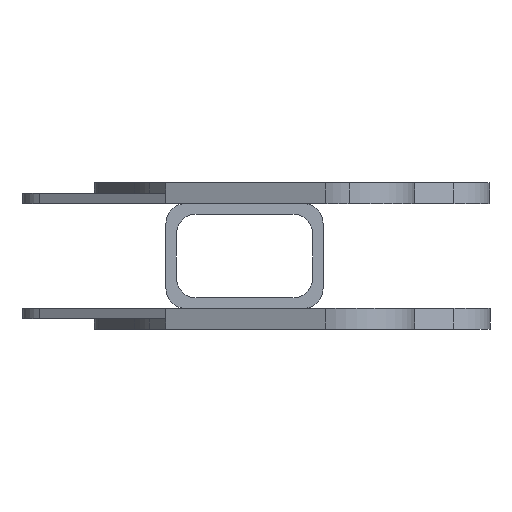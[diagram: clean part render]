
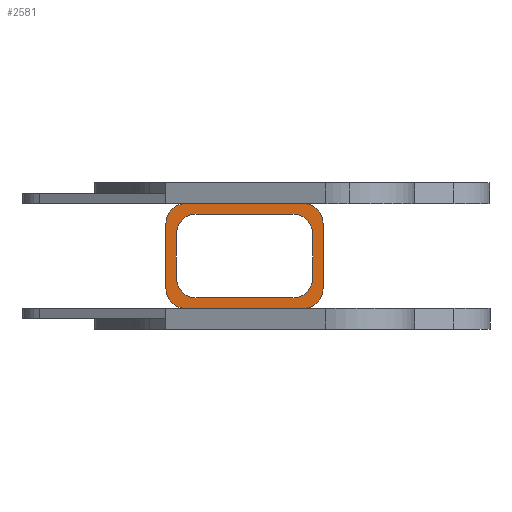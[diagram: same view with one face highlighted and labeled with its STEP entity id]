
A CAD part, left-side view. The second image highlights one B-rep face of the part: STEP entity #2581.
In plain terms, the highlighted planar face has unit normal (-1, 0, 0).
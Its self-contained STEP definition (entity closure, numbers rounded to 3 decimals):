
#5 = EDGE_CURVE ( 'NONE', #510, #1276, #699, .T. ) ;
#82 = VERTEX_POINT ( 'NONE', #3088 ) ;
#122 = VECTOR ( 'NONE', #1949, 1000. ) ;
#147 = CARTESIAN_POINT ( 'NONE',  ( 0., 20., 40. ) ) ;
#170 = VERTEX_POINT ( 'NONE', #242 ) ;
#193 = DIRECTION ( 'NONE',  ( 0., 0., -1. ) ) ;
#195 = DIRECTION ( 'NONE',  ( -1., 0., 0. ) ) ;
#198 = AXIS2_PLACEMENT_3D ( 'NONE', #687, #2145, #669 ) ;
#208 = VERTEX_POINT ( 'NONE', #905 ) ;
#211 = CARTESIAN_POINT ( 'NONE',  ( 0., 125., 25. ) ) ;
#214 = CARTESIAN_POINT ( 'NONE',  ( 0., 132., 32. ) ) ;
#229 = ORIENTED_EDGE ( 'NONE', *, *, #3181, .T. ) ;
#242 = CARTESIAN_POINT ( 'NONE',  ( 0., 132., 17. ) ) ;
#247 = EDGE_LOOP ( 'NONE', ( #1384, #3303, #1051, #2708, #636, #3693, #381, #3212 ) ) ;
#303 = VERTEX_POINT ( 'NONE', #2337 ) ;
#381 = ORIENTED_EDGE ( 'NONE', *, *, #2091, .F. ) ;
#416 = LINE ( 'NONE', #2477, #3488 ) ;
#482 = CIRCLE ( 'NONE', #615, 15. ) ;
#510 = VERTEX_POINT ( 'NONE', #3059 ) ;
#615 = AXIS2_PLACEMENT_3D ( 'NONE', #211, #2490, #193 ) ;
#636 = ORIENTED_EDGE ( 'NONE', *, *, #2028, .F. ) ;
#649 = CARTESIAN_POINT ( 'NONE',  ( 0., 125., 40. ) ) ;
#669 = DIRECTION ( 'NONE',  ( 0., 0., -1. ) ) ;
#687 = CARTESIAN_POINT ( 'NONE',  ( 0., 43., 17. ) ) ;
#696 = VERTEX_POINT ( 'NONE', #1438 ) ;
#699 = LINE ( 'NONE', #147, #819 ) ;
#703 = CARTESIAN_POINT ( 'NONE',  ( 0., 20., -25. ) ) ;
#725 = CARTESIAN_POINT ( 'NONE',  ( 0., 140., -40. ) ) ;
#746 = DIRECTION ( 'NONE',  ( 0., 1., 0. ) ) ;
#768 = ORIENTED_EDGE ( 'NONE', *, *, #1471, .T. ) ;
#779 = EDGE_CURVE ( 'NONE', #2223, #3024, #1268, .T. ) ;
#819 = VECTOR ( 'NONE', #976, 1000. ) ;
#857 = CARTESIAN_POINT ( 'NONE',  ( 0., 132., -17. ) ) ;
#902 = VERTEX_POINT ( 'NONE', #1924 ) ;
#905 = CARTESIAN_POINT ( 'NONE',  ( 0., 140., 25. ) ) ;
#908 = ORIENTED_EDGE ( 'NONE', *, *, #2208, .T. ) ;
#934 = FACE_OUTER_BOUND ( 'NONE', #247, .T. ) ;
#964 = EDGE_CURVE ( 'NONE', #696, #3024, #3375, .T. ) ;
#976 = DIRECTION ( 'NONE',  ( 0., 0., -1. ) ) ;
#1021 = CARTESIAN_POINT ( 'NONE',  ( 0., 35., -25. ) ) ;
#1051 = ORIENTED_EDGE ( 'NONE', *, *, #5, .F. ) ;
#1058 = DIRECTION ( 'NONE',  ( 0., 0., -1. ) ) ;
#1096 = CARTESIAN_POINT ( 'NONE',  ( 0., 140., 40. ) ) ;
#1103 = AXIS2_PLACEMENT_3D ( 'NONE', #1757, #3713, #2311 ) ;
#1159 = VERTEX_POINT ( 'NONE', #649 ) ;
#1235 = EDGE_CURVE ( 'NONE', #902, #82, #3257, .T. ) ;
#1268 = LINE ( 'NONE', #725, #1814 ) ;
#1276 = VERTEX_POINT ( 'NONE', #703 ) ;
#1295 = CARTESIAN_POINT ( 'NONE',  ( 0., 0., 0. ) ) ;
#1354 = DIRECTION ( 'NONE',  ( 0., -1., 0. ) ) ;
#1355 = LINE ( 'NONE', #1969, #122 ) ;
#1384 = ORIENTED_EDGE ( 'NONE', *, *, #779, .F. ) ;
#1396 = CARTESIAN_POINT ( 'NONE',  ( 0., 125., -25. ) ) ;
#1438 = CARTESIAN_POINT ( 'NONE',  ( 0., 140., -25. ) ) ;
#1453 = CIRCLE ( 'NONE', #2059, 15. ) ;
#1462 = CARTESIAN_POINT ( 'NONE',  ( 0., 28., -17. ) ) ;
#1471 = EDGE_CURVE ( 'NONE', #1928, #2443, #2251, .T. ) ;
#1509 = AXIS2_PLACEMENT_3D ( 'NONE', #3100, #2495, #1058 ) ;
#1523 = DIRECTION ( 'NONE',  ( 0., 1., 0. ) ) ;
#1547 = DIRECTION ( 'NONE',  ( -1., 0., 0. ) ) ;
#1576 = CARTESIAN_POINT ( 'NONE',  ( 0., 125., -40. ) ) ;
#1640 = LINE ( 'NONE', #214, #2764 ) ;
#1659 = DIRECTION ( 'NONE',  ( 0., 0., -1. ) ) ;
#1692 = VERTEX_POINT ( 'NONE', #2867 ) ;
#1734 = ORIENTED_EDGE ( 'NONE', *, *, #2372, .T. ) ;
#1744 = VECTOR ( 'NONE', #3196, 1000. ) ;
#1756 = AXIS2_PLACEMENT_3D ( 'NONE', #1396, #195, #1659 ) ;
#1757 = CARTESIAN_POINT ( 'NONE',  ( 0., 43., -17. ) ) ;
#1814 = VECTOR ( 'NONE', #746, 1000. ) ;
#1880 = ORIENTED_EDGE ( 'NONE', *, *, #3634, .T. ) ;
#1917 = CARTESIAN_POINT ( 'NONE',  ( 0., 117., -17. ) ) ;
#1924 = CARTESIAN_POINT ( 'NONE',  ( 0., 43., 32. ) ) ;
#1928 = VERTEX_POINT ( 'NONE', #1462 ) ;
#1930 = AXIS2_PLACEMENT_3D ( 'NONE', #1917, #3668, #2488 ) ;
#1949 = DIRECTION ( 'NONE',  ( 0., 0., -1. ) ) ;
#1969 = CARTESIAN_POINT ( 'NONE',  ( 0., 28., 32. ) ) ;
#2026 = LINE ( 'NONE', #3179, #1744 ) ;
#2028 = EDGE_CURVE ( 'NONE', #1159, #3207, #416, .T. ) ;
#2056 = AXIS2_PLACEMENT_3D ( 'NONE', #2759, #3587, #3289 ) ;
#2059 = AXIS2_PLACEMENT_3D ( 'NONE', #1021, #1547, #2176 ) ;
#2081 = FACE_BOUND ( 'NONE', #2480, .T. ) ;
#2091 = EDGE_CURVE ( 'NONE', #696, #208, #3419, .T. ) ;
#2109 = CIRCLE ( 'NONE', #1930, 15. ) ;
#2145 = DIRECTION ( 'NONE',  ( 1., 0., 0. ) ) ;
#2147 = DIRECTION ( 'NONE',  ( 1., 0., 0. ) ) ;
#2176 = DIRECTION ( 'NONE',  ( 0., 0., -1. ) ) ;
#2208 = EDGE_CURVE ( 'NONE', #303, #902, #1640, .T. ) ;
#2223 = VERTEX_POINT ( 'NONE', #2272 ) ;
#2251 = CIRCLE ( 'NONE', #1103, 15. ) ;
#2263 = ORIENTED_EDGE ( 'NONE', *, *, #2308, .T. ) ;
#2272 = CARTESIAN_POINT ( 'NONE',  ( 0., 35., -40. ) ) ;
#2308 = EDGE_CURVE ( 'NONE', #2968, #170, #2026, .T. ) ;
#2311 = DIRECTION ( 'NONE',  ( 0., 0., -1. ) ) ;
#2337 = CARTESIAN_POINT ( 'NONE',  ( 0., 117., 32. ) ) ;
#2372 = EDGE_CURVE ( 'NONE', #82, #1928, #1355, .T. ) ;
#2384 = DIRECTION ( 'NONE',  ( 0., 0., -1. ) ) ;
#2438 = DIRECTION ( 'NONE',  ( 0., -1., 0. ) ) ;
#2443 = VERTEX_POINT ( 'NONE', #3143 ) ;
#2448 = LINE ( 'NONE', #2731, #2899 ) ;
#2477 = CARTESIAN_POINT ( 'NONE',  ( 0., 140., 40. ) ) ;
#2480 = EDGE_LOOP ( 'NONE', ( #2263, #1880, #908, #3345, #1734, #768, #3555, #229 ) ) ;
#2488 = DIRECTION ( 'NONE',  ( 0., 0., -1. ) ) ;
#2490 = DIRECTION ( 'NONE',  ( -1., 0., 0. ) ) ;
#2495 = DIRECTION ( 'NONE',  ( 1., 0., 0. ) ) ;
#2581 = ADVANCED_FACE ( 'NONE', ( #934, #2081 ), #2944, .F. ) ;
#2708 = ORIENTED_EDGE ( 'NONE', *, *, #3409, .T. ) ;
#2719 = CIRCLE ( 'NONE', #1509, 15. ) ;
#2731 = CARTESIAN_POINT ( 'NONE',  ( 0., 132., -32. ) ) ;
#2759 = CARTESIAN_POINT ( 'NONE',  ( 0., 35., 25. ) ) ;
#2764 = VECTOR ( 'NONE', #1354, 1000. ) ;
#2796 = DIRECTION ( 'NONE',  ( 0., 0., 1. ) ) ;
#2808 = EDGE_CURVE ( 'NONE', #1159, #208, #482, .T. ) ;
#2867 = CARTESIAN_POINT ( 'NONE',  ( 0., 117., -32. ) ) ;
#2899 = VECTOR ( 'NONE', #1523, 1000. ) ;
#2944 = PLANE ( 'NONE',  #3666 ) ;
#2968 = VERTEX_POINT ( 'NONE', #857 ) ;
#3024 = VERTEX_POINT ( 'NONE', #1576 ) ;
#3059 = CARTESIAN_POINT ( 'NONE',  ( 0., 20., 25. ) ) ;
#3079 = EDGE_CURVE ( 'NONE', #2443, #1692, #2448, .T. ) ;
#3088 = CARTESIAN_POINT ( 'NONE',  ( 0., 28., 17. ) ) ;
#3091 = CARTESIAN_POINT ( 'NONE',  ( 0., 35., 40. ) ) ;
#3100 = CARTESIAN_POINT ( 'NONE',  ( 0., 117., 17. ) ) ;
#3143 = CARTESIAN_POINT ( 'NONE',  ( 0., 43., -32. ) ) ;
#3179 = CARTESIAN_POINT ( 'NONE',  ( 0., 132., 32. ) ) ;
#3181 = EDGE_CURVE ( 'NONE', #1692, #2968, #2109, .T. ) ;
#3196 = DIRECTION ( 'NONE',  ( 0., 0., 1. ) ) ;
#3207 = VERTEX_POINT ( 'NONE', #3091 ) ;
#3212 = ORIENTED_EDGE ( 'NONE', *, *, #964, .T. ) ;
#3257 = CIRCLE ( 'NONE', #198, 15. ) ;
#3289 = DIRECTION ( 'NONE',  ( 0., 0., -1. ) ) ;
#3302 = VECTOR ( 'NONE', #2796, 1000. ) ;
#3303 = ORIENTED_EDGE ( 'NONE', *, *, #3517, .T. ) ;
#3345 = ORIENTED_EDGE ( 'NONE', *, *, #1235, .T. ) ;
#3375 = CIRCLE ( 'NONE', #1756, 15. ) ;
#3409 = EDGE_CURVE ( 'NONE', #510, #3207, #3672, .T. ) ;
#3419 = LINE ( 'NONE', #1096, #3302 ) ;
#3488 = VECTOR ( 'NONE', #2438, 1000. ) ;
#3517 = EDGE_CURVE ( 'NONE', #2223, #1276, #1453, .T. ) ;
#3555 = ORIENTED_EDGE ( 'NONE', *, *, #3079, .T. ) ;
#3587 = DIRECTION ( 'NONE',  ( -1., 0., 0. ) ) ;
#3634 = EDGE_CURVE ( 'NONE', #170, #303, #2719, .T. ) ;
#3666 = AXIS2_PLACEMENT_3D ( 'NONE', #1295, #2147, #2384 ) ;
#3668 = DIRECTION ( 'NONE',  ( 1., 0., 0. ) ) ;
#3672 = CIRCLE ( 'NONE', #2056, 15. ) ;
#3693 = ORIENTED_EDGE ( 'NONE', *, *, #2808, .T. ) ;
#3713 = DIRECTION ( 'NONE',  ( 1., 0., 0. ) ) ;
